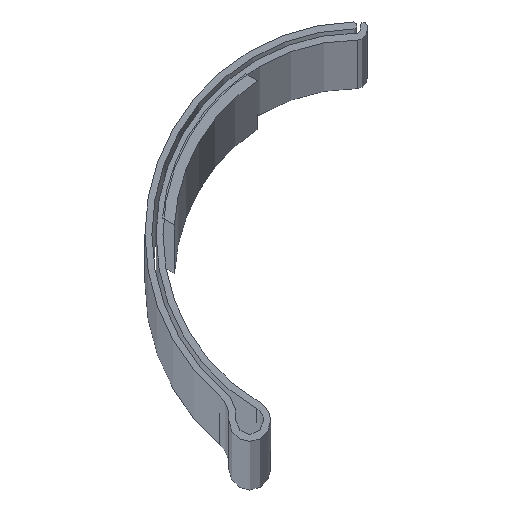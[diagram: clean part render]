
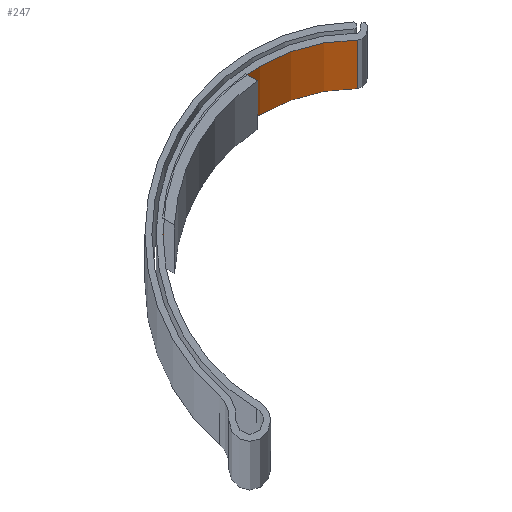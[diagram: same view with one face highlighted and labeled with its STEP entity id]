
A CAD part, top view. The second image highlights one B-rep face of the part: STEP entity #247.
In plain terms, the highlighted cylindrical face has radius 14 mm (diameter 28 mm), a partial arc.
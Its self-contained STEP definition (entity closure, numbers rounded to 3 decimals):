
#24 = LINE ( 'NONE', #376, #142 ) ;
#70 = FACE_OUTER_BOUND ( 'NONE', #83, .T. ) ;
#83 = EDGE_LOOP ( 'NONE', ( #1058, #178, #919, #558 ) ) ;
#91 = VECTOR ( 'NONE', #545, 1000. ) ;
#142 = VECTOR ( 'NONE', #1040, 1000. ) ;
#171 = EDGE_CURVE ( 'NONE', #194, #406, #24, .T. ) ;
#178 = ORIENTED_EDGE ( 'NONE', *, *, #375, .T. ) ;
#194 = VERTEX_POINT ( 'NONE', #457 ) ;
#213 = CARTESIAN_POINT ( 'NONE',  ( -14., 0., 1000. ) ) ;
#247 = ADVANCED_FACE ( 'NONE', ( #70 ), #704, .F. ) ;
#252 = EDGE_CURVE ( 'NONE', #1010, #406, #484, .T. ) ;
#289 = DIRECTION ( 'NONE',  ( 0., 0., -1. ) ) ;
#301 = EDGE_CURVE ( 'NONE', #1069, #194, #583, .T. ) ;
#338 = LINE ( 'NONE', #459, #91 ) ;
#363 = DIRECTION ( 'NONE',  ( 1., 0., 0. ) ) ;
#375 = EDGE_CURVE ( 'NONE', #1069, #1010, #338, .T. ) ;
#376 = CARTESIAN_POINT ( 'NONE',  ( 0., 14., 1000. ) ) ;
#406 = VERTEX_POINT ( 'NONE', #966 ) ;
#428 = AXIS2_PLACEMENT_3D ( 'NONE', #703, #289, #363 ) ;
#457 = CARTESIAN_POINT ( 'NONE',  ( 0., 14., 1000. ) ) ;
#459 = CARTESIAN_POINT ( 'NONE',  ( -14., 0., 1000. ) ) ;
#484 = CIRCLE ( 'NONE', #428, 14. ) ;
#525 = CARTESIAN_POINT ( 'NONE',  ( 0., 0., 1000. ) ) ;
#545 = DIRECTION ( 'NONE',  ( 0., 0., -1. ) ) ;
#558 = ORIENTED_EDGE ( 'NONE', *, *, #171, .F. ) ;
#583 = CIRCLE ( 'NONE', #594, 14. ) ;
#594 = AXIS2_PLACEMENT_3D ( 'NONE', #525, #1024, #611 ) ;
#611 = DIRECTION ( 'NONE',  ( 1., 0., 0. ) ) ;
#659 = AXIS2_PLACEMENT_3D ( 'NONE', #956, #684, #770 ) ;
#684 = DIRECTION ( 'NONE',  ( 0., 0., -1. ) ) ;
#703 = CARTESIAN_POINT ( 'NONE',  ( 0., 0., -1000. ) ) ;
#704 = CYLINDRICAL_SURFACE ( 'NONE', #659, 14. ) ;
#770 = DIRECTION ( 'NONE',  ( -1., 0., 0. ) ) ;
#919 = ORIENTED_EDGE ( 'NONE', *, *, #252, .T. ) ;
#956 = CARTESIAN_POINT ( 'NONE',  ( 0., 0., 1000. ) ) ;
#957 = CARTESIAN_POINT ( 'NONE',  ( -14., 0., -1000. ) ) ;
#966 = CARTESIAN_POINT ( 'NONE',  ( 0., 14., -1000. ) ) ;
#1010 = VERTEX_POINT ( 'NONE', #957 ) ;
#1024 = DIRECTION ( 'NONE',  ( 0., 0., -1. ) ) ;
#1040 = DIRECTION ( 'NONE',  ( 0., 0., -1. ) ) ;
#1058 = ORIENTED_EDGE ( 'NONE', *, *, #301, .F. ) ;
#1069 = VERTEX_POINT ( 'NONE', #213 ) ;
